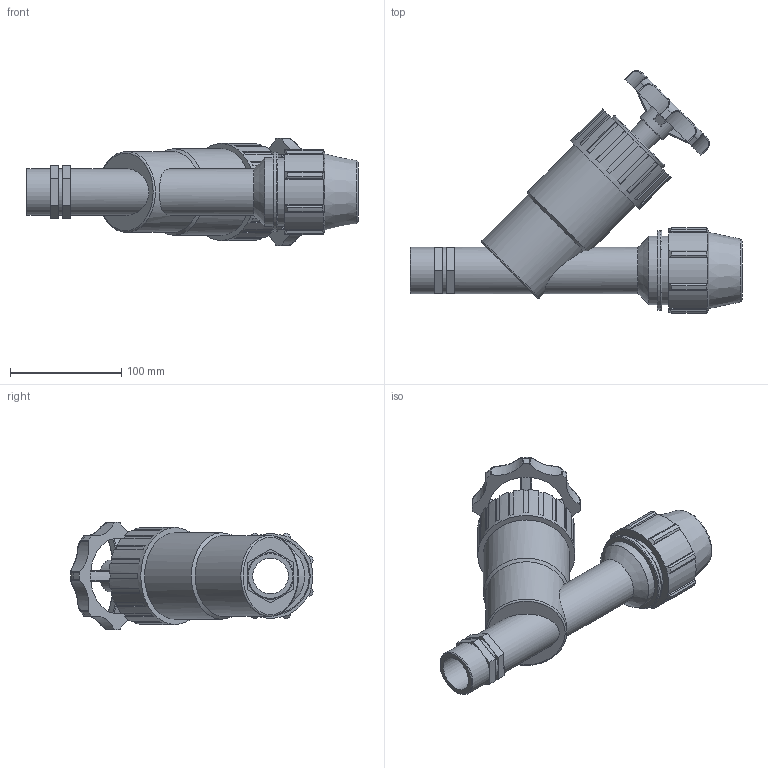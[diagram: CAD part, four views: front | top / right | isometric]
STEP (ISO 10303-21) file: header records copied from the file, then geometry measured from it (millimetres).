
FILE_DESCRIPTION(/* description */ ('PLASSON ANGLE SEAT VALVE 40-1.1/4"'),/* implementation_level */ '2;1');
FILE_NAME(/* name */ '3948400.ipt.stp',/* time_stamp */ '2017-06-19T12:11:03+03:00',/* author */ ('KIM'),/* organization */ (''),/* preprocessor_version */ 'ST-DEVELOPER v15.6',/* originating_system */ 'Autodesk Inventor 2015',/* authorisation */ '');
FILE_SCHEMA (('AUTOMOTIVE_DESIGN { 1 0 10303 214 3 1 1 }'));
Length unit declared in the file: millimetre
Products named in the file (1): 3948400
Bounding box: 299 x 218.56 x 97.18 mm (x, y, z)
Volume: 1130480.2 mm3; surface area: 149790 mm2
Topology: 1 solids, 1 shells, 272 faces, 737 edges, 477 vertices
Faces by surface type: plane 130, cylinder 87, bspline 24, cone 23, torus 8
Full cylindrical faces by diameter (mm): 23.328 x1, 29.16 x1, 32 x1, 40 x1, 41.91 x4, 61.5 x2, 64.152 x1, 71.34 x1, 72.9 x1, 77.76 x1, 87.48 x1
Entity records: 9963 total; most frequent: CARTESIAN_POINT 3374, ORIENTED_EDGE 1394, DIRECTION 1320, EDGE_CURVE 697, AXIS2_PLACEMENT_3D 490, VERTEX_POINT 467, LINE 340, VECTOR 340
